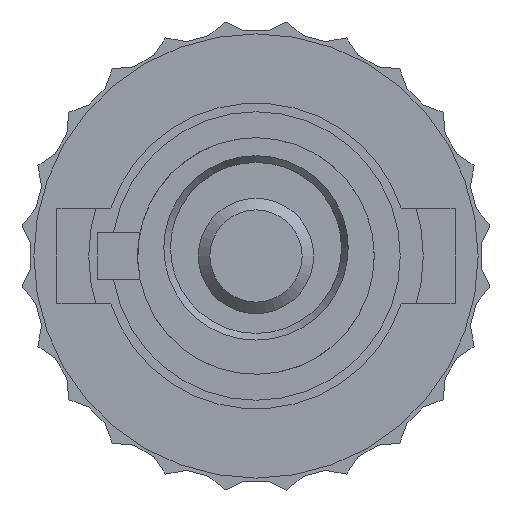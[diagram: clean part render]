
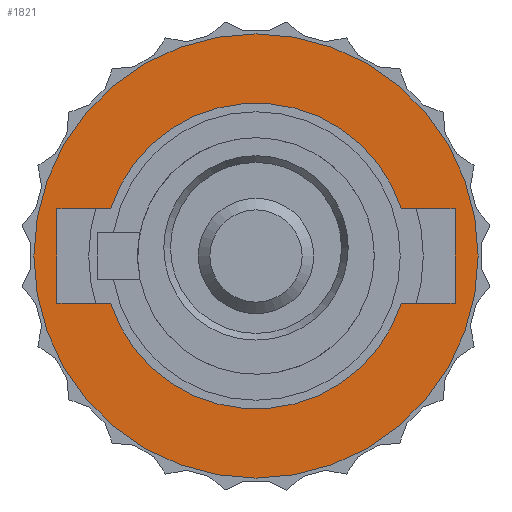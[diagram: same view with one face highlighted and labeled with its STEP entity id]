
A CAD part, left-side view. The second image highlights one B-rep face of the part: STEP entity #1821.
In plain terms, the highlighted face is planar.
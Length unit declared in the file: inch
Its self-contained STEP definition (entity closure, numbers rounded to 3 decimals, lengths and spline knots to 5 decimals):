
#15 = CARTESIAN_POINT ( 'NONE',  ( -0.126, 0.45, 0.041 ) ) ;
#25 = VERTEX_POINT ( 'NONE', #59 ) ;
#59 = CARTESIAN_POINT ( 'NONE',  ( 0., 0.45, 0.1925 ) ) ;
#143 = VECTOR ( 'NONE', #265, 39.37008 ) ;
#156 = VECTOR ( 'NONE', #3718, 39.37008 ) ;
#169 = CARTESIAN_POINT ( 'NONE',  ( -0.126, 0.45, -0.041 ) ) ;
#187 = FACE_OUTER_BOUND ( 'NONE', #1934, .T. ) ;
#195 = LINE ( 'NONE', #3393, #1709 ) ;
#265 = DIRECTION ( 'NONE',  ( 0., 0., -1. ) ) ;
#284 = FACE_BOUND ( 'NONE', #3305, .T. ) ;
#286 = VERTEX_POINT ( 'NONE', #1115 ) ;
#334 = VERTEX_POINT ( 'NONE', #1074 ) ;
#339 = DIRECTION ( 'NONE',  ( 0., 1., 0. ) ) ;
#383 = DIRECTION ( 'NONE',  ( 0., 1., 0. ) ) ;
#421 = EDGE_CURVE ( 'NONE', #286, #2588, #2551, .T. ) ;
#473 = CARTESIAN_POINT ( 'NONE',  ( -0.126, 0.45, 0.041 ) ) ;
#477 = EDGE_CURVE ( 'NONE', #2631, #2906, #943, .T. ) ;
#485 = CARTESIAN_POINT ( 'NONE',  ( 0.126, 0.45, -0.041 ) ) ;
#522 = PLANE ( 'NONE',  #1204 ) ;
#562 = ORIENTED_EDGE ( 'NONE', *, *, #1875, .F. ) ;
#580 = ORIENTED_EDGE ( 'NONE', *, *, #1576, .F. ) ;
#606 = CARTESIAN_POINT ( 'NONE',  ( 0., 0.45, 0. ) ) ;
#677 = VERTEX_POINT ( 'NONE', #3419 ) ;
#693 = CARTESIAN_POINT ( 'NONE',  ( 0., 0.45, 0. ) ) ;
#716 = CIRCLE ( 'NONE', #2751, 0.1325 ) ;
#794 = VERTEX_POINT ( 'NONE', #485 ) ;
#865 = CARTESIAN_POINT ( 'NONE',  ( 0.1725, 0.45, -0.041 ) ) ;
#866 = DIRECTION ( 'NONE',  ( 0., 0., 1. ) ) ;
#900 = DIRECTION ( 'NONE',  ( 0., 0., 1. ) ) ;
#937 = CARTESIAN_POINT ( 'NONE',  ( -0.1725, 0.45, 0.041 ) ) ;
#943 = LINE ( 'NONE', #15, #3030 ) ;
#1072 = AXIS2_PLACEMENT_3D ( 'NONE', #693, #383, #2202 ) ;
#1073 = CIRCLE ( 'NONE', #3445, 0.1925 ) ;
#1074 = CARTESIAN_POINT ( 'NONE',  ( 0.126, 0.45, 0.041 ) ) ;
#1115 = CARTESIAN_POINT ( 'NONE',  ( 0.1725, 0.45, 0.041 ) ) ;
#1121 = EDGE_CURVE ( 'NONE', #2588, #794, #195, .T. ) ;
#1204 = AXIS2_PLACEMENT_3D ( 'NONE', #3766, #3531, #2937 ) ;
#1408 = EDGE_CURVE ( 'NONE', #794, #1507, #716, .T. ) ;
#1507 = VERTEX_POINT ( 'NONE', #2665 ) ;
#1576 = EDGE_CURVE ( 'NONE', #2906, #334, #3303, .T. ) ;
#1614 = LINE ( 'NONE', #169, #2324 ) ;
#1709 = VECTOR ( 'NONE', #3380, 39.37008 ) ;
#1772 = LINE ( 'NONE', #3726, #156 ) ;
#1821 = ADVANCED_FACE ( 'NONE', ( #284, #187 ), #522, .T. ) ;
#1835 = ORIENTED_EDGE ( 'NONE', *, *, #421, .F. ) ;
#1875 = EDGE_CURVE ( 'NONE', #1507, #677, #1614, .T. ) ;
#1934 = EDGE_LOOP ( 'NONE', ( #2078 ) ) ;
#2078 = ORIENTED_EDGE ( 'NONE', *, *, #3783, .T. ) ;
#2102 = ORIENTED_EDGE ( 'NONE', *, *, #2837, .F. ) ;
#2126 = ORIENTED_EDGE ( 'NONE', *, *, #1408, .F. ) ;
#2155 = DIRECTION ( 'NONE',  ( 0., 0., 1. ) ) ;
#2202 = DIRECTION ( 'NONE',  ( 0., 0., 1. ) ) ;
#2266 = VECTOR ( 'NONE', #866, 39.37008 ) ;
#2324 = VECTOR ( 'NONE', #3082, 39.37008 ) ;
#2456 = CARTESIAN_POINT ( 'NONE',  ( 0., 0.45, 0. ) ) ;
#2551 = LINE ( 'NONE', #3514, #143 ) ;
#2570 = ORIENTED_EDGE ( 'NONE', *, *, #3687, .F. ) ;
#2588 = VERTEX_POINT ( 'NONE', #865 ) ;
#2631 = VERTEX_POINT ( 'NONE', #937 ) ;
#2662 = CARTESIAN_POINT ( 'NONE',  ( -0.1725, 0.45, -0.041 ) ) ;
#2665 = CARTESIAN_POINT ( 'NONE',  ( -0.126, 0.45, -0.041 ) ) ;
#2699 = DIRECTION ( 'NONE',  ( 0., 1., 0. ) ) ;
#2722 = DIRECTION ( 'NONE',  ( 1., 0., 0. ) ) ;
#2751 = AXIS2_PLACEMENT_3D ( 'NONE', #2456, #339, #2155 ) ;
#2837 = EDGE_CURVE ( 'NONE', #334, #286, #1772, .T. ) ;
#2845 = LINE ( 'NONE', #2662, #2266 ) ;
#2858 = ORIENTED_EDGE ( 'NONE', *, *, #477, .F. ) ;
#2906 = VERTEX_POINT ( 'NONE', #473 ) ;
#2937 = DIRECTION ( 'NONE',  ( 0., 0., 1. ) ) ;
#2968 = ORIENTED_EDGE ( 'NONE', *, *, #1121, .F. ) ;
#3030 = VECTOR ( 'NONE', #2722, 39.37008 ) ;
#3082 = DIRECTION ( 'NONE',  ( -1., 0., 0. ) ) ;
#3303 = CIRCLE ( 'NONE', #1072, 0.1325 ) ;
#3305 = EDGE_LOOP ( 'NONE', ( #1835, #2102, #580, #2858, #2570, #562, #2126, #2968 ) ) ;
#3380 = DIRECTION ( 'NONE',  ( -1., 0., 0. ) ) ;
#3393 = CARTESIAN_POINT ( 'NONE',  ( 0.1725, 0.45, -0.041 ) ) ;
#3419 = CARTESIAN_POINT ( 'NONE',  ( -0.1725, 0.45, -0.041 ) ) ;
#3445 = AXIS2_PLACEMENT_3D ( 'NONE', #606, #2699, #900 ) ;
#3514 = CARTESIAN_POINT ( 'NONE',  ( 0.1725, 0.45, -0.041 ) ) ;
#3531 = DIRECTION ( 'NONE',  ( 0., 1., 0. ) ) ;
#3687 = EDGE_CURVE ( 'NONE', #677, #2631, #2845, .T. ) ;
#3718 = DIRECTION ( 'NONE',  ( 1., 0., 0. ) ) ;
#3726 = CARTESIAN_POINT ( 'NONE',  ( 0.1725, 0.45, 0.041 ) ) ;
#3766 = CARTESIAN_POINT ( 'NONE',  ( 0., 0.45, 0. ) ) ;
#3783 = EDGE_CURVE ( 'NONE', #25, #25, #1073, .T. ) ;
